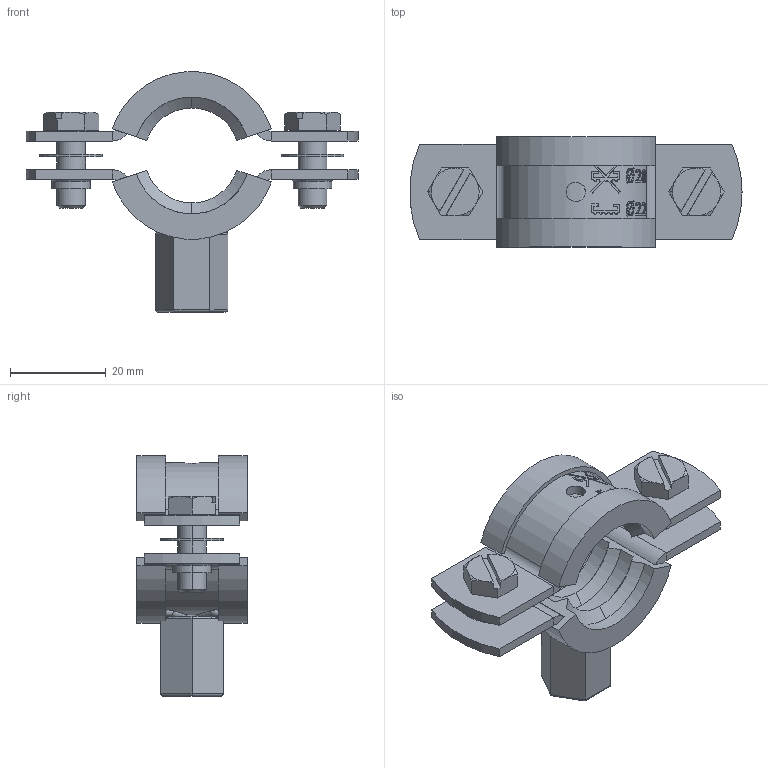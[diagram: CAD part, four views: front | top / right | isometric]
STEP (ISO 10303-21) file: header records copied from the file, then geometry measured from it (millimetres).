
FILE_DESCRIPTION (( 'STEP AP214' ), '1' );
FILE_NAME ('31179022.STEP', '2022-10-27T06:29:55', ( '' ), ( '' ), 'SwSTEP 2.0', 'SolidWorks 2021', '' );
FILE_SCHEMA (( 'AUTOMOTIVE_DESIGN' ));
Length unit declared in the file: millimetre
Products named in the file (8): 8110130028; 9735013060; 9442201841^31179022; 9519002599; 31179022; 9541506016; Clamp^8110130028; 8020130028
Assembly tree (10 placements, depth 3):
  31179022
    8110130028
      Clamp^8110130028
      9519002599
    8020130028
    9541506016  x2
    9735013060  x2
    9442201841^31179022  x2
Bounding box: 69.27 x 23 x 50.14 mm (x, y, z)
Volume: 14161.8 mm3; surface area: 16579.9 mm2
Topology: 9 solids, 9 shells, 531 faces, 1384 edges, 888 vertices
Faces by surface type: bspline 186, plane 159, cylinder 126, cone 48, torus 12
Entity records: 27923 total; most frequent: CARTESIAN_POINT 18009, ORIENTED_EDGE 2370, DIRECTION 1353, EDGE_CURVE 1185, VERTEX_POINT 759, B_SPLINE_CURVE_WITH_KNOTS 614, AXIS2_PLACEMENT_3D 513, EDGE_LOOP 484
